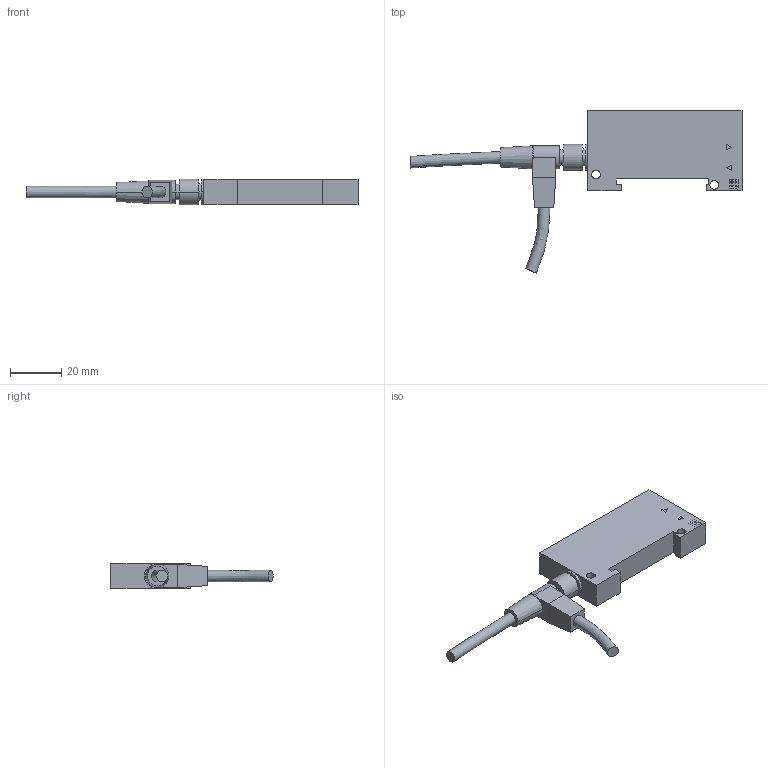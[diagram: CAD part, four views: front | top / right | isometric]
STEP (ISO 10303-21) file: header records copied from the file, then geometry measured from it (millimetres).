
FILE_DESCRIPTION((''),'2;1');
FILE_NAME('OLVK 61.stp','2004-10-01T10:02:57',('g'),(''),'Autodesk Inventor 8','Autodesk Inventor 8','');
FILE_SCHEMA(('AUTOMOTIVE_DESIGN { 1 0 10303 214 1 1 1 1 }'));
Length unit declared in the file: millimetre
Products named in the file (5): OLVK 61; Steckeranschluß_oLED; Stecker_gerade; Stecker_abgewinkelt
Assembly tree (4 placements, depth 2):
  OLVK 61
    OLVK 61
    Steckeranschluß_oLED
    Stecker_gerade
    Stecker_abgewinkelt
Bounding box: 129.21 x 63.19 x 10 mm (x, y, z)
Volume: 22607.9 mm3; surface area: 9332.7 mm2
Topology: 4 solids, 4 shells, 169 faces, 391 edges, 259 vertices
Faces by surface type: plane 135, cylinder 30, cone 2, bspline 2
Entity records: 5027 total; most frequent: CARTESIAN_POINT 978, DIRECTION 806, ORIENTED_EDGE 782, EDGE_CURVE 391, VECTOR 320, LINE 320, VERTEX_POINT 259, AXIS2_PLACEMENT_3D 243
